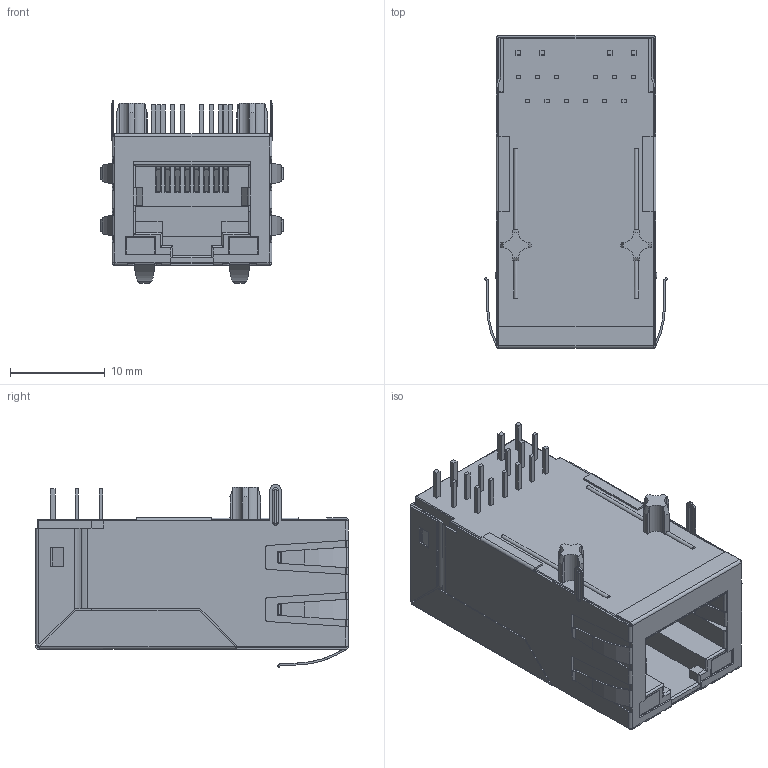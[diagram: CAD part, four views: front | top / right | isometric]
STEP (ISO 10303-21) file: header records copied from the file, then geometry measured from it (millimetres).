
FILE_DESCRIPTION( ( 'Unknown' ), '1' );
FILE_NAME( '7499611421.stp', 'Unknown', ( 'Unknown' ), ( 'Unknown' ), 'PSStep 17.0.49', 'Unknown', ' ' );
FILE_SCHEMA( ( 'AUTOMOTIVE_DESIGN { 1 0 10303 214 1 1 1 1 }' ) );
Length unit declared in the file: millimetre
Products named in the file (3): Assem1; insulator; shielding
Assembly tree (2 placements, depth 2):
  Assem1
    insulator
    shielding
Bounding box: 19.37 x 33.02 x 19.29 mm (x, y, z)
Volume: 6465.3 mm3; surface area: 7097.8 mm2
Topology: 2 solids, 2 shells, 823 faces, 2132 edges, 1316 vertices
Faces by surface type: plane 519, cylinder 218, bspline 42, sphere 18, extrusion 14, cone 8, torus 4
Entity records: 32088 total; most frequent: CARTESIAN_POINT 5780, ORIENTED_EDGE 4228, DIRECTION 3808, EDGE_CURVE 2114, VECTOR 1524, LINE 1510, VERTEX_POINT 1316, AXIS2_PLACEMENT_3D 1142
